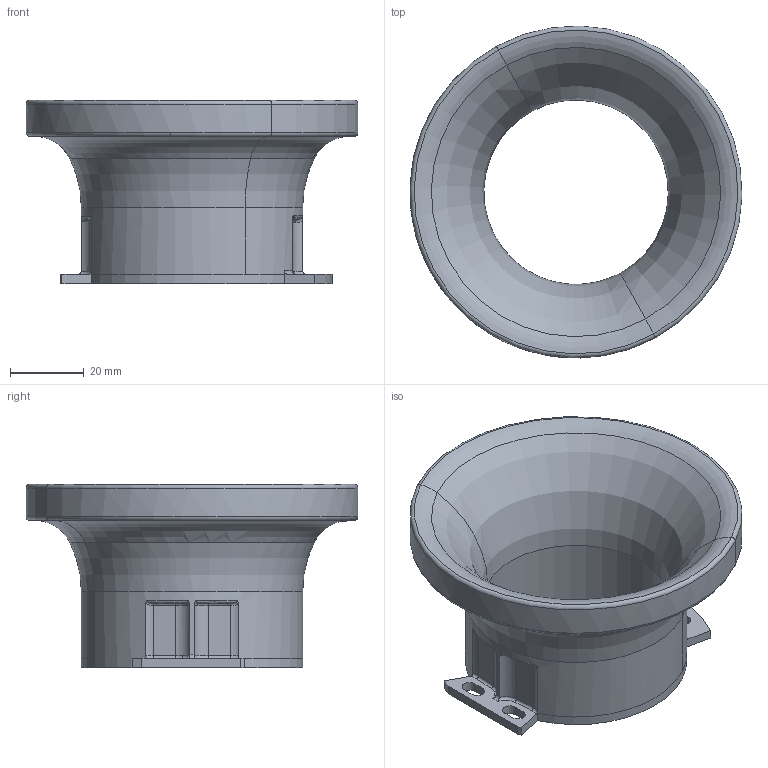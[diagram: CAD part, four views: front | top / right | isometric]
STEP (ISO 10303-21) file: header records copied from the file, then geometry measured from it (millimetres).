
FILE_DESCRIPTION(('CATIA V5 STEP Exchange'),'2;1');
FILE_NAME('EN_13002 (Nozzle).stp','2020-01-13T12:40:10+00:00',('none'),('none'),'CATIA Version 5 Release 19 SP 2 (IN-10)','CATIA V5 STEP AP203','none');
FILE_SCHEMA(('CONFIG_CONTROL_DESIGN'));
Length unit declared in the file: millimetre
Products named in the file (1): EN_13002 (Nozzle)
Bounding box: 89.97 x 89.97 x 49.68 mm (x, y, z)
Volume: 60022.6 mm3; surface area: 25455.1 mm2
Topology: 1 solids, 1 shells, 106 faces, 284 edges, 179 vertices
Faces by surface type: cylinder 35, torus 34, plane 25, bspline 12
Entity records: 4264 total; most frequent: CARTESIAN_POINT 1808, ORIENTED_EDGE 568, DIRECTION 372, EDGE_CURVE 284, AXIS2_PLACEMENT_3D 192, VERTEX_POINT 179, EDGE_LOOP 115, CIRCLE 107
